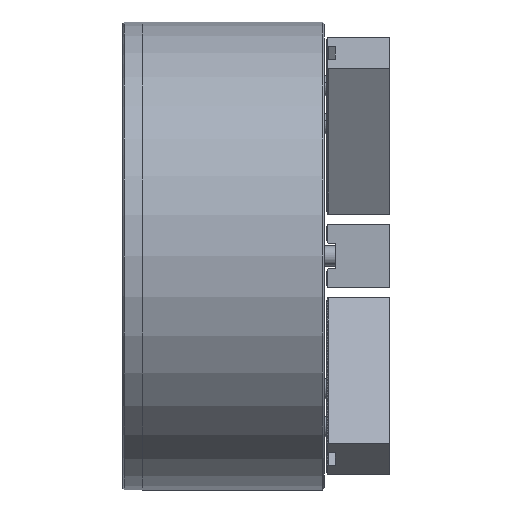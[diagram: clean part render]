
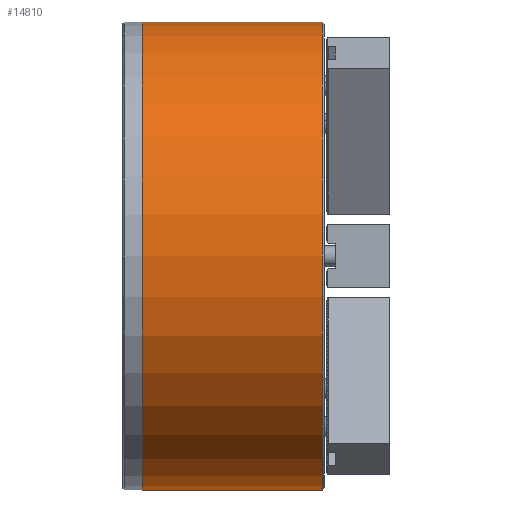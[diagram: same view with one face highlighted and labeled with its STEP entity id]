
A CAD part, front view. The second image highlights one B-rep face of the part: STEP entity #14810.
In plain terms, the highlighted cylindrical face has radius 230 mm (diameter 460 mm), a partial arc.
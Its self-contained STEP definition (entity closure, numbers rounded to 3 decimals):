
#548 = FACE_OUTER_BOUND ( 'NONE', #23852, .T. ) ;
#1343 = VECTOR ( 'NONE', #4417, 1000. ) ;
#2102 = CARTESIAN_POINT ( 'NONE',  ( 0., 0., 0. ) ) ;
#2326 = CARTESIAN_POINT ( 'NONE',  ( 177., 0., 0. ) ) ;
#2858 = EDGE_CURVE ( 'NONE', #33275, #17806, #10816, .T. ) ;
#3484 = DIRECTION ( 'NONE',  ( -1., 0., 0. ) ) ;
#4417 = DIRECTION ( 'NONE',  ( -1., 0., 0. ) ) ;
#4692 = CARTESIAN_POINT ( 'NONE',  ( -116.102, 0., -230. ) ) ;
#4788 = CARTESIAN_POINT ( 'NONE',  ( 0., 0., 230. ) ) ;
#5009 = DIRECTION ( 'NONE',  ( 0., 0., 1. ) ) ;
#5237 = DIRECTION ( 'NONE',  ( 0., 0., 1. ) ) ;
#9696 = CARTESIAN_POINT ( 'NONE',  ( 177., 0., -230. ) ) ;
#10686 = AXIS2_PLACEMENT_3D ( 'NONE', #2102, #22268, #5009 ) ;
#10816 = LINE ( 'NONE', #4692, #1343 ) ;
#14810 = ADVANCED_FACE ( 'NONE', ( #548 ), #30283, .T. ) ;
#15150 = AXIS2_PLACEMENT_3D ( 'NONE', #2326, #22487, #5237 ) ;
#15550 = LINE ( 'NONE', #23637, #29984 ) ;
#16148 = ORIENTED_EDGE ( 'NONE', *, *, #24480, .T. ) ;
#17806 = VERTEX_POINT ( 'NONE', #27096 ) ;
#18896 = CARTESIAN_POINT ( 'NONE',  ( -116.102, 0., 0. ) ) ;
#21513 = ORIENTED_EDGE ( 'NONE', *, *, #29556, .T. ) ;
#21851 = DIRECTION ( 'NONE',  ( 0., 0., 1. ) ) ;
#22268 = DIRECTION ( 'NONE',  ( 1., 0., 0. ) ) ;
#22487 = DIRECTION ( 'NONE',  ( -1., 0., 0. ) ) ;
#22679 = AXIS2_PLACEMENT_3D ( 'NONE', #18896, #24611, #21851 ) ;
#23637 = CARTESIAN_POINT ( 'NONE',  ( -116.102, 0., 230. ) ) ;
#23852 = EDGE_LOOP ( 'NONE', ( #32901, #16148, #21513, #26546 ) ) ;
#24480 = EDGE_CURVE ( 'NONE', #33275, #31567, #33356, .T. ) ;
#24611 = DIRECTION ( 'NONE',  ( -1., 0., 0. ) ) ;
#26546 = ORIENTED_EDGE ( 'NONE', *, *, #32414, .T. ) ;
#27096 = CARTESIAN_POINT ( 'NONE',  ( 0., 0., -230. ) ) ;
#29556 = EDGE_CURVE ( 'NONE', #31567, #34887, #15550, .T. ) ;
#29984 = VECTOR ( 'NONE', #3484, 1000. ) ;
#30063 = CARTESIAN_POINT ( 'NONE',  ( 177., 0., 230. ) ) ;
#30283 = CYLINDRICAL_SURFACE ( 'NONE', #22679, 230. ) ;
#31567 = VERTEX_POINT ( 'NONE', #30063 ) ;
#32187 = CIRCLE ( 'NONE', #10686, 230. ) ;
#32414 = EDGE_CURVE ( 'NONE', #34887, #17806, #32187, .T. ) ;
#32901 = ORIENTED_EDGE ( 'NONE', *, *, #2858, .F. ) ;
#33275 = VERTEX_POINT ( 'NONE', #9696 ) ;
#33356 = CIRCLE ( 'NONE', #15150, 230. ) ;
#34887 = VERTEX_POINT ( 'NONE', #4788 ) ;
